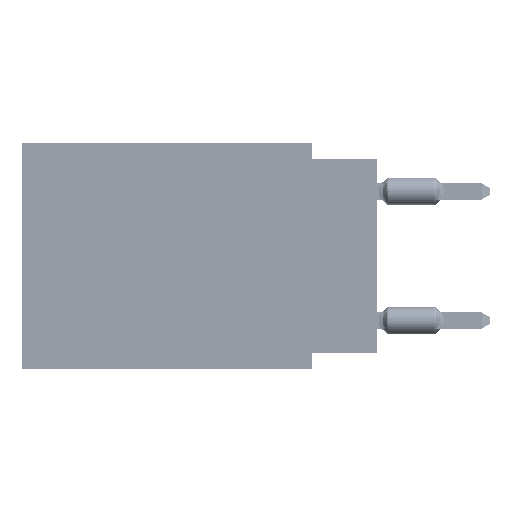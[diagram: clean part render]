
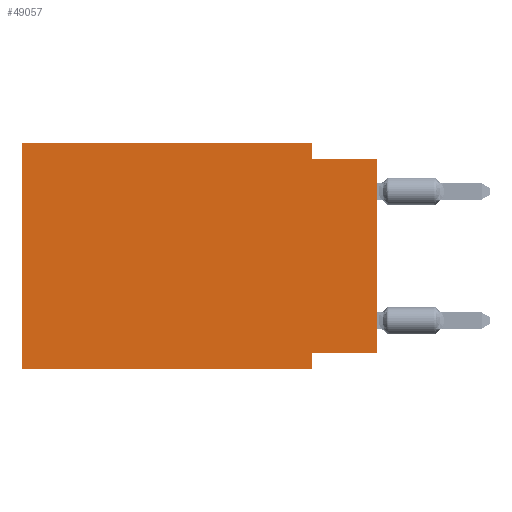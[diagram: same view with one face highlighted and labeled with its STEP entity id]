
A CAD part, left-side view. The second image highlights one B-rep face of the part: STEP entity #49057.
In plain terms, the highlighted planar face has unit normal (-1, 0, 0).
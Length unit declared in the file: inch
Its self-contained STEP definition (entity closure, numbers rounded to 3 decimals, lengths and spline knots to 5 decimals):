
#660 = DIRECTION ( 'NONE',  ( 0., 0., -1. ) ) ;
#866 = DIRECTION ( 'NONE',  ( 0., 0., -1. ) ) ;
#1432 = LINE ( 'NONE', #68441, #14984 ) ;
#4379 = ORIENTED_EDGE ( 'NONE', *, *, #16664, .F. ) ;
#5580 = EDGE_CURVE ( 'NONE', #19605, #37046, #76467, .T. ) ;
#6145 = DIRECTION ( 'NONE',  ( 0., -1., 0. ) ) ;
#7145 = VERTEX_POINT ( 'NONE', #36099 ) ;
#7563 = ORIENTED_EDGE ( 'NONE', *, *, #54021, .F. ) ;
#7705 = CARTESIAN_POINT ( 'NONE',  ( 0., 0., -0.325 ) ) ;
#8657 = VERTEX_POINT ( 'NONE', #72669 ) ;
#9176 = CARTESIAN_POINT ( 'NONE',  ( 0., 0.1, -0.325 ) ) ;
#10034 = ORIENTED_EDGE ( 'NONE', *, *, #25887, .T. ) ;
#12269 = CARTESIAN_POINT ( 'NONE',  ( 0., 0.55, 0. ) ) ;
#12549 = ORIENTED_EDGE ( 'NONE', *, *, #79174, .F. ) ;
#13143 = EDGE_CURVE ( 'NONE', #8657, #37046, #59192, .T. ) ;
#13779 = ORIENTED_EDGE ( 'NONE', *, *, #57692, .F. ) ;
#14984 = VECTOR ( 'NONE', #15356, 39.37008 ) ;
#15356 = DIRECTION ( 'NONE',  ( 0., 0., 1. ) ) ;
#16664 = EDGE_CURVE ( 'NONE', #7145, #60785, #74963, .T. ) ;
#18946 = DIRECTION ( 'NONE',  ( 0., -1., 0. ) ) ;
#19306 = CARTESIAN_POINT ( 'NONE',  ( 0., 0., -0.025 ) ) ;
#19604 = VECTOR ( 'NONE', #84948, 39.37008 ) ;
#19605 = VERTEX_POINT ( 'NONE', #9176 ) ;
#21310 = VERTEX_POINT ( 'NONE', #61467 ) ;
#22242 = VECTOR ( 'NONE', #25964, 39.37008 ) ;
#23507 = VECTOR ( 'NONE', #79582, 39.37008 ) ;
#25887 = EDGE_CURVE ( 'NONE', #21310, #64601, #74604, .T. ) ;
#25964 = DIRECTION ( 'NONE',  ( 0., -1., 0. ) ) ;
#25975 = VECTOR ( 'NONE', #6145, 39.37008 ) ;
#34249 = VERTEX_POINT ( 'NONE', #71690 ) ;
#35251 = LINE ( 'NONE', #7705, #52897 ) ;
#36099 = CARTESIAN_POINT ( 'NONE',  ( 0., 0.1, 0. ) ) ;
#36159 = AXIS2_PLACEMENT_3D ( 'NONE', #53754, #40680, #866 ) ;
#37046 = VERTEX_POINT ( 'NONE', #54460 ) ;
#37737 = LINE ( 'NONE', #12269, #53299 ) ;
#39277 = CARTESIAN_POINT ( 'NONE',  ( 0., 0.55, -0.35 ) ) ;
#40407 = PLANE ( 'NONE',  #36159 ) ;
#40680 = DIRECTION ( 'NONE',  ( 1., 0., 0. ) ) ;
#41952 = LINE ( 'NONE', #19306, #22242 ) ;
#44107 = CARTESIAN_POINT ( 'NONE',  ( 0., 0.1, -0.025 ) ) ;
#45145 = CARTESIAN_POINT ( 'NONE',  ( 0., 0., 0. ) ) ;
#47509 = DIRECTION ( 'NONE',  ( 0., 1., 0. ) ) ;
#49057 = ADVANCED_FACE ( 'NONE', ( #80678 ), #40407, .F. ) ;
#52897 = VECTOR ( 'NONE', #47509, 39.37008 ) ;
#53299 = VECTOR ( 'NONE', #18946, 39.37008 ) ;
#53668 = ORIENTED_EDGE ( 'NONE', *, *, #5580, .F. ) ;
#53754 = CARTESIAN_POINT ( 'NONE',  ( 0., 0.55, 0. ) ) ;
#54021 = EDGE_CURVE ( 'NONE', #34249, #7145, #37737, .T. ) ;
#54460 = CARTESIAN_POINT ( 'NONE',  ( 0., 0.1, -0.35 ) ) ;
#57295 = VECTOR ( 'NONE', #660, 39.37008 ) ;
#57692 = EDGE_CURVE ( 'NONE', #21310, #19605, #35251, .T. ) ;
#59192 = LINE ( 'NONE', #39277, #25975 ) ;
#60785 = VERTEX_POINT ( 'NONE', #44107 ) ;
#61467 = CARTESIAN_POINT ( 'NONE',  ( 0., 0., -0.325 ) ) ;
#64601 = VERTEX_POINT ( 'NONE', #65579 ) ;
#65579 = CARTESIAN_POINT ( 'NONE',  ( 0., 0., -0.025 ) ) ;
#66195 = CARTESIAN_POINT ( 'NONE',  ( 0., 0.1, -0.35 ) ) ;
#66885 = CARTESIAN_POINT ( 'NONE',  ( 0., 0.1, 0. ) ) ;
#68441 = CARTESIAN_POINT ( 'NONE',  ( 0., 0.55, 0. ) ) ;
#69730 = EDGE_LOOP ( 'NONE', ( #10034, #71114, #4379, #7563, #12549, #74544, #53668, #13779 ) ) ;
#71114 = ORIENTED_EDGE ( 'NONE', *, *, #82817, .F. ) ;
#71690 = CARTESIAN_POINT ( 'NONE',  ( 0., 0.55, 0. ) ) ;
#72669 = CARTESIAN_POINT ( 'NONE',  ( 0., 0.55, -0.35 ) ) ;
#74544 = ORIENTED_EDGE ( 'NONE', *, *, #13143, .T. ) ;
#74604 = LINE ( 'NONE', #45145, #19604 ) ;
#74963 = LINE ( 'NONE', #66885, #57295 ) ;
#76467 = LINE ( 'NONE', #66195, #23507 ) ;
#79174 = EDGE_CURVE ( 'NONE', #8657, #34249, #1432, .T. ) ;
#79582 = DIRECTION ( 'NONE',  ( 0., 0., -1. ) ) ;
#80678 = FACE_OUTER_BOUND ( 'NONE', #69730, .T. ) ;
#82817 = EDGE_CURVE ( 'NONE', #60785, #64601, #41952, .T. ) ;
#84948 = DIRECTION ( 'NONE',  ( 0., 0., 1. ) ) ;
